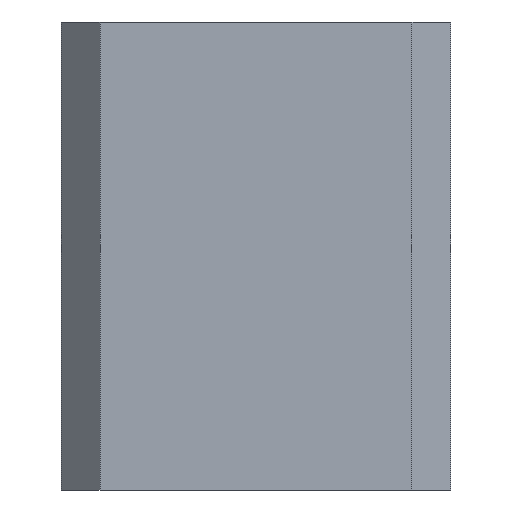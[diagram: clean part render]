
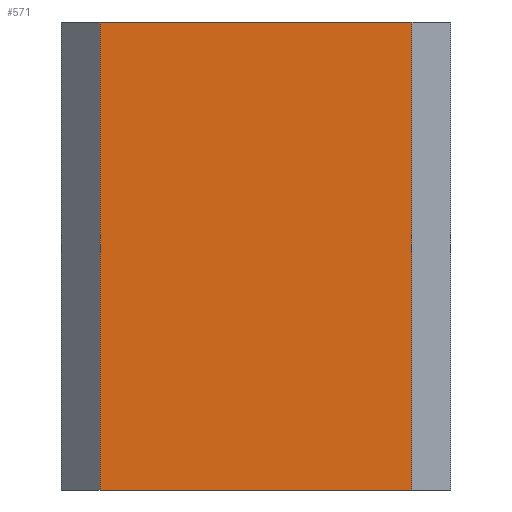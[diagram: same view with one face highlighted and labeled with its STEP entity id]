
A CAD part, left-side view. The second image highlights one B-rep face of the part: STEP entity #571.
In plain terms, the highlighted planar face has unit normal (-1, 0, 0).
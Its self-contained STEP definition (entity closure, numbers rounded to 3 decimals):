
#51=FACE_OUTER_BOUND('',#83,.T.);
#83=EDGE_LOOP('',(#507,#508,#509,#510));
#111=LINE('',#815,#185);
#150=LINE('',#895,#224);
#154=LINE('',#903,#228);
#155=LINE('',#905,#229);
#185=VECTOR('',#659,10.);
#224=VECTOR('',#726,10.);
#228=VECTOR('',#736,10.);
#229=VECTOR('',#739,10.);
#254=VERTEX_POINT('',#812);
#255=VERTEX_POINT('',#814);
#281=VERTEX_POINT('',#892);
#282=VERTEX_POINT('',#894);
#311=EDGE_CURVE('',#254,#255,#111,.T.);
#352=EDGE_CURVE('',#282,#281,#150,.T.);
#357=EDGE_CURVE('',#255,#281,#154,.T.);
#358=EDGE_CURVE('',#282,#254,#155,.T.);
#507=ORIENTED_EDGE('',*,*,#357,.F.);
#508=ORIENTED_EDGE('',*,*,#311,.F.);
#509=ORIENTED_EDGE('',*,*,#358,.F.);
#510=ORIENTED_EDGE('',*,*,#352,.T.);
#543=PLANE('',#617);
#571=ADVANCED_FACE('',(#51),#543,.T.);
#617=AXIS2_PLACEMENT_3D('',#916,#755,#756);
#659=DIRECTION('',(0.,1.,0.));
#726=DIRECTION('',(0.,1.,0.));
#736=DIRECTION('',(0.,0.,1.));
#739=DIRECTION('',(0.,0.,-1.));
#755=DIRECTION('center_axis',(-1.,0.,0.));
#756=DIRECTION('ref_axis',(0.,0.,1.));
#812=CARTESIAN_POINT('',(-12.5,-4.,-6.));
#814=CARTESIAN_POINT('',(-12.5,4.,-6.));
#815=CARTESIAN_POINT('',(-12.5,0.,-6.));
#892=CARTESIAN_POINT('',(-12.5,4.,6.));
#894=CARTESIAN_POINT('',(-12.5,-4.,6.));
#895=CARTESIAN_POINT('',(-12.5,0.,6.));
#903=CARTESIAN_POINT('',(-12.5,4.,-3.));
#905=CARTESIAN_POINT('',(-12.5,-4.,-3.));
#916=CARTESIAN_POINT('Origin',(-12.5,0.,-6.));
